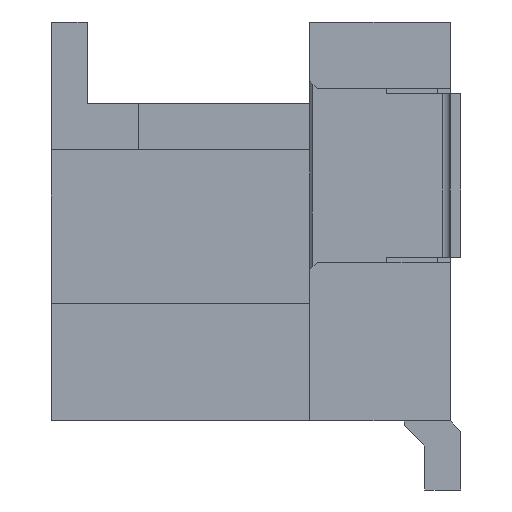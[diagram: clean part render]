
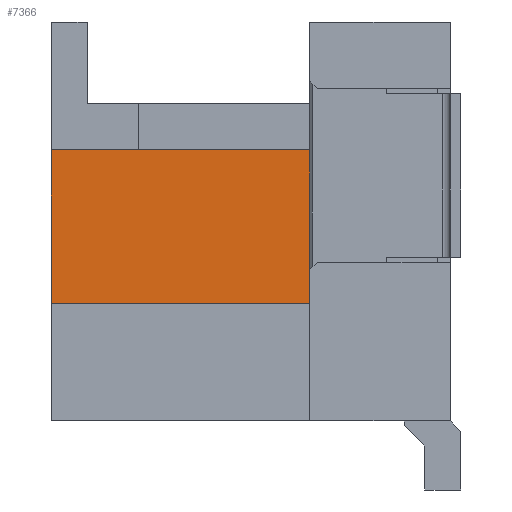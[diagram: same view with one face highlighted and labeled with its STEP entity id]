
A CAD part, left-side view. The second image highlights one B-rep face of the part: STEP entity #7366.
In plain terms, the highlighted planar face has unit normal (-1, 0, 0).
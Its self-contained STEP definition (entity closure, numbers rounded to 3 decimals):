
#73=DIRECTION('',(0.,0.,-1.));
#74=VECTOR('',#73,2.95);
#75=CARTESIAN_POINT('',(-12.85,-0.15,2.36));
#76=LINE('',#75,#74);
#721=DIRECTION('',(0.,0.,1.));
#722=VECTOR('',#721,3.);
#723=CARTESIAN_POINT('',(-12.85,4.9,-0.64));
#724=LINE('',#723,#722);
#789=DIRECTION('',(0.,-1.,0.));
#790=VECTOR('',#789,5.05);
#791=CARTESIAN_POINT('',(-12.85,4.9,-0.64));
#792=LINE('',#791,#790);
#793=DIRECTION('',(0.,1.,0.));
#794=VECTOR('',#793,5.05);
#795=CARTESIAN_POINT('',(-12.85,-0.15,2.36));
#796=LINE('',#795,#794);
#801=DIRECTION('',(0.,0.,-1.));
#802=VECTOR('',#801,0.05);
#803=CARTESIAN_POINT('',(-12.85,-0.15,-0.59));
#804=LINE('',#803,#802);
#5109=CARTESIAN_POINT('',(-12.85,4.9,-0.64));
#5110=VERTEX_POINT('',#5109);
#5111=CARTESIAN_POINT('',(-12.85,4.9,2.36));
#5112=VERTEX_POINT('',#5111);
#5373=CARTESIAN_POINT('',(-12.85,-0.15,-0.59));
#5374=VERTEX_POINT('',#5373);
#5375=CARTESIAN_POINT('',(-12.85,-0.15,-0.64));
#5376=VERTEX_POINT('',#5375);
#5377=CARTESIAN_POINT('',(-12.85,-0.15,2.36));
#5378=VERTEX_POINT('',#5377);
#7352=CARTESIAN_POINT('',(-12.85,0.35,4.86));
#7353=DIRECTION('',(-1.,0.,0.));
#7354=DIRECTION('',(0.,0.,-1.));
#7355=AXIS2_PLACEMENT_3D('',#7352,#7353,#7354);
#7356=PLANE('',#7355);
#7358=ORIENTED_EDGE('',*,*,#7357,.T.);
#7359=ORIENTED_EDGE('',*,*,#7344,.F.);
#7360=ORIENTED_EDGE('',*,*,#7267,.T.);
#7362=ORIENTED_EDGE('',*,*,#7361,.F.);
#7363=ORIENTED_EDGE('',*,*,#6449,.T.);
#7364=EDGE_LOOP('',(#7358,#7359,#7360,#7362,#7363));
#7365=FACE_OUTER_BOUND('',#7364,.F.);
#7366=ADVANCED_FACE('',(#7365),#7356,.T.);
#6449=EDGE_CURVE('',#5378,#5374,#76,.T.);
#7267=EDGE_CURVE('',#5110,#5112,#724,.T.);
#7344=EDGE_CURVE('',#5110,#5376,#792,.T.);
#7357=EDGE_CURVE('',#5374,#5376,#804,.T.);
#7361=EDGE_CURVE('',#5378,#5112,#796,.T.);
